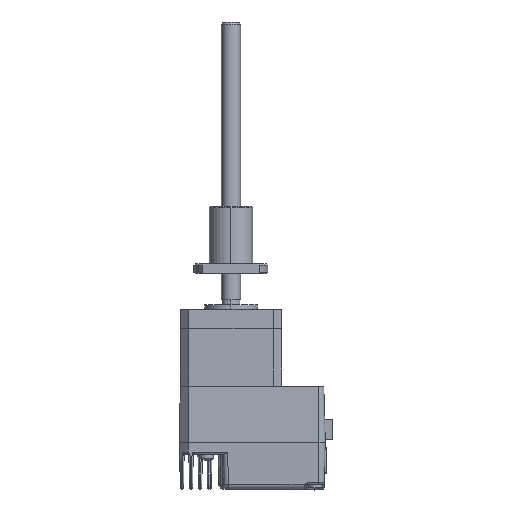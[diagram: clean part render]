
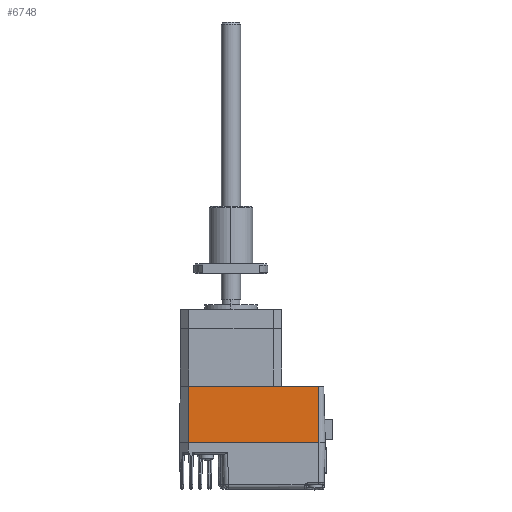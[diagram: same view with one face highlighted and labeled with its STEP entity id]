
A CAD part, top view. The second image highlights one B-rep face of the part: STEP entity #6748.
In plain terms, the highlighted planar face has unit normal (0, 0.026, 1).
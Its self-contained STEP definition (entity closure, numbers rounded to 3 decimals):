
#74 = VECTOR ( 'NONE', #12587, 1000. ) ;
#518 = EDGE_LOOP ( 'NONE', ( #5861, #1353, #15016, #11269 ) ) ;
#583 = EDGE_CURVE ( 'NONE', #5583, #2028, #6937, .T. ) ;
#1127 = CARTESIAN_POINT ( 'NONE',  ( -14.336, -74.408, 76.265 ) ) ;
#1353 = ORIENTED_EDGE ( 'NONE', *, *, #583, .T. ) ;
#1403 = CARTESIAN_POINT ( 'NONE',  ( 40.319, -50.908, 75.65 ) ) ;
#2028 = VERTEX_POINT ( 'NONE', #1127 ) ;
#2284 = CARTESIAN_POINT ( 'NONE',  ( -14.081, -50.908, 75.65 ) ) ;
#2313 = EDGE_CURVE ( 'NONE', #2028, #4026, #5683, .T. ) ;
#2636 = FACE_OUTER_BOUND ( 'NONE', #518, .T. ) ;
#2747 = CARTESIAN_POINT ( 'NONE',  ( 40.319, -74.408, 76.265 ) ) ;
#3519 = VECTOR ( 'NONE', #16049, 1000. ) ;
#4026 = VERTEX_POINT ( 'NONE', #2747 ) ;
#4139 = DIRECTION ( 'NONE',  ( 0., 1., -0.026 ) ) ;
#5130 = AXIS2_PLACEMENT_3D ( 'NONE', #2284, #6534, #7955 ) ;
#5583 = VERTEX_POINT ( 'NONE', #11513 ) ;
#5683 = LINE ( 'NONE', #12786, #6535 ) ;
#5861 = ORIENTED_EDGE ( 'NONE', *, *, #6692, .T. ) ;
#5892 = DIRECTION ( 'NONE',  ( 1., 0., 0. ) ) ;
#6534 = DIRECTION ( 'NONE',  ( 0., 0.026, 1. ) ) ;
#6535 = VECTOR ( 'NONE', #5892, 1000. ) ;
#6692 = EDGE_CURVE ( 'NONE', #15347, #5583, #7702, .T. ) ;
#6748 = ADVANCED_FACE ( 'NONE', ( #2636 ), #17960, .T. ) ;
#6937 = LINE ( 'NONE', #16813, #74 ) ;
#7702 = LINE ( 'NONE', #9188, #3519 ) ;
#7955 = DIRECTION ( 'NONE',  ( 0., -1., 0.026 ) ) ;
#9188 = CARTESIAN_POINT ( 'NONE',  ( -14.081, -50.908, 75.65 ) ) ;
#11269 = ORIENTED_EDGE ( 'NONE', *, *, #15822, .T. ) ;
#11513 = CARTESIAN_POINT ( 'NONE',  ( -14.081, -50.908, 75.65 ) ) ;
#12245 = LINE ( 'NONE', #1403, #13575 ) ;
#12587 = DIRECTION ( 'NONE',  ( -0.011, -1., 0.026 ) ) ;
#12786 = CARTESIAN_POINT ( 'NONE',  ( -14.081, -74.408, 76.265 ) ) ;
#13575 = VECTOR ( 'NONE', #4139, 1000. ) ;
#15016 = ORIENTED_EDGE ( 'NONE', *, *, #2313, .T. ) ;
#15347 = VERTEX_POINT ( 'NONE', #16625 ) ;
#15822 = EDGE_CURVE ( 'NONE', #4026, #15347, #12245, .T. ) ;
#16049 = DIRECTION ( 'NONE',  ( -1., 0., 0. ) ) ;
#16625 = CARTESIAN_POINT ( 'NONE',  ( 40.319, -50.908, 75.65 ) ) ;
#16813 = CARTESIAN_POINT ( 'NONE',  ( -14.081, -50.908, 75.65 ) ) ;
#17960 = PLANE ( 'NONE',  #5130 ) ;
